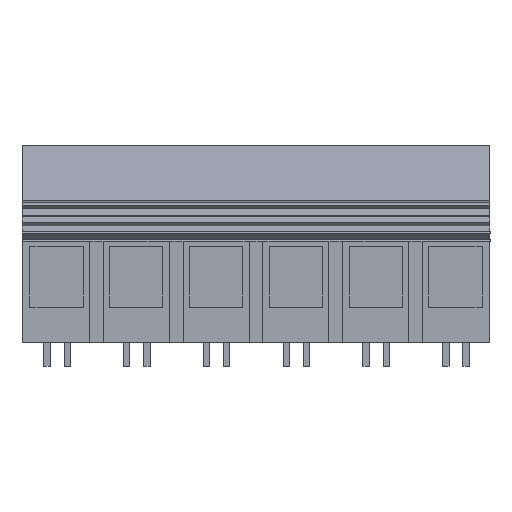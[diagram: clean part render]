
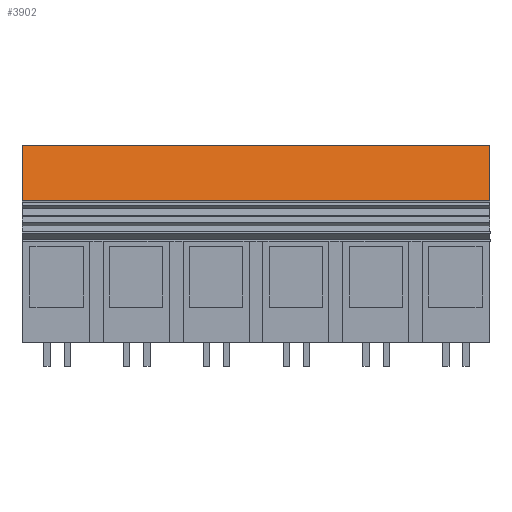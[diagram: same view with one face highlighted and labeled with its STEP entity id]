
A CAD part, front view. The second image highlights one B-rep face of the part: STEP entity #3902.
In plain terms, the highlighted planar face has unit normal (0, -0.985, 0.174).
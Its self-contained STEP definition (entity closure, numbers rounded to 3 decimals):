
#3882=AXIS2_PLACEMENT_3D('Plane Axis2P3D',#3879,#3880,#3881) ;
#2816=CARTESIAN_POINT('Vertex',(0.,8.164,31.099)) ;
#2819=CARTESIAN_POINT('Line Origine',(0.,9.076,36.275)) ;
#2823=CARTESIAN_POINT('Vertex',(0.,9.989,41.45)) ;
#3864=CARTESIAN_POINT('Vertex',(88.,8.164,31.099)) ;
#3867=CARTESIAN_POINT('Line Origine',(44.,8.164,31.099)) ;
#3879=CARTESIAN_POINT('Axis2P3D Location',(30.,8.164,31.099)) ;
#3884=CARTESIAN_POINT('Line Origine',(88.,9.076,36.275)) ;
#3888=CARTESIAN_POINT('Vertex',(88.,9.989,41.45)) ;
#3891=CARTESIAN_POINT('Line Origine',(44.,9.989,41.45)) ;
#2820=DIRECTION('Vector Direction',(0.,0.174,0.985)) ;
#3868=DIRECTION('Vector Direction',(1.,0.,0.)) ;
#3880=DIRECTION('Axis2P3D Direction',(0.,0.985,-0.174)) ;
#3881=DIRECTION('Axis2P3D XDirection',(0.,0.174,0.985)) ;
#3885=DIRECTION('Vector Direction',(0.,0.174,0.985)) ;
#3892=DIRECTION('Vector Direction',(1.,0.,0.)) ;
#2821=VECTOR('Line Direction',#2820,1.) ;
#3869=VECTOR('Line Direction',#3868,1.) ;
#3886=VECTOR('Line Direction',#3885,1.) ;
#3893=VECTOR('Line Direction',#3892,1.) ;
#3897=ORIENTED_EDGE('',*,*,#3871,.T.) ;
#3898=ORIENTED_EDGE('',*,*,#3890,.T.) ;
#3899=ORIENTED_EDGE('',*,*,#3895,.F.) ;
#3900=ORIENTED_EDGE('',*,*,#2825,.F.) ;
#3902=ADVANCED_FACE('HOUSING',(#3901),#3883,.F.) ;
#2825=EDGE_CURVE('',#2817,#2824,#2822,.T.) ;
#3871=EDGE_CURVE('',#2817,#3865,#3870,.T.) ;
#3890=EDGE_CURVE('',#3865,#3889,#3887,.T.) ;
#3895=EDGE_CURVE('',#2824,#3889,#3894,.T.) ;
#3896=EDGE_LOOP('',(#3897,#3898,#3899,#3900)) ;
#3901=FACE_OUTER_BOUND('',#3896,.T.) ;
#2822=LINE('Line',#2819,#2821) ;
#3870=LINE('Line',#3867,#3869) ;
#3887=LINE('Line',#3884,#3886) ;
#3894=LINE('Line',#3891,#3893) ;
#3883=PLANE('',#3882) ;
#2817=VERTEX_POINT('',#2816) ;
#2824=VERTEX_POINT('',#2823) ;
#3865=VERTEX_POINT('',#3864) ;
#3889=VERTEX_POINT('',#3888) ;
